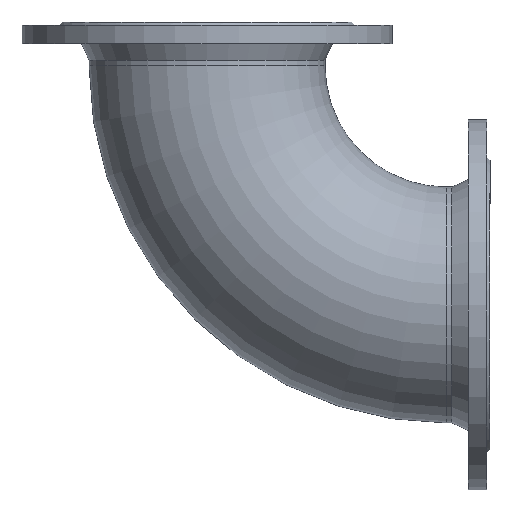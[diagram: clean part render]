
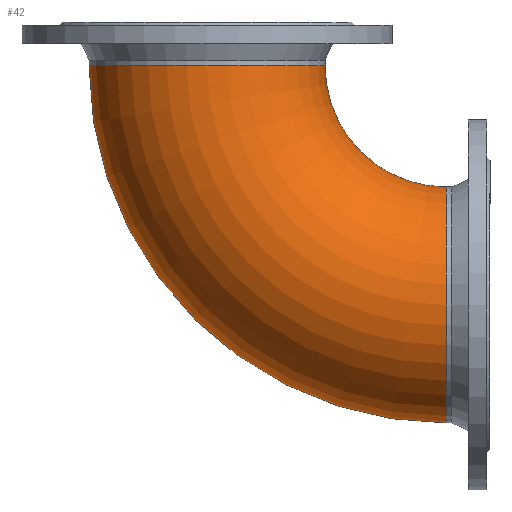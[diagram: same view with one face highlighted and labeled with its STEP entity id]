
A CAD part, front view. The second image highlights one B-rep face of the part: STEP entity #42.
In plain terms, the highlighted toroidal (fillet/blend) face has major radius 220 mm and minor radius 108.4 mm.
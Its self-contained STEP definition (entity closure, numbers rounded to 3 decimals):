
#42 = ADVANCED_FACE ( 'NONE', ( #914, #461 ), #460, .T. ) ;
#54 = AXIS2_PLACEMENT_3D ( 'NONE', #283, #285, #289 ) ;
#103 = AXIS2_PLACEMENT_3D ( 'NONE', #1027, #1028, #1029 ) ;
#136 = AXIS2_PLACEMENT_3D ( 'NONE', #1126, #1127, #1128 ) ;
#283 = CARTESIAN_POINT ( 'NONE',  ( 220., 0., -37. ) ) ;
#285 = DIRECTION ( 'NONE',  ( 0., -1., 0. ) ) ;
#289 = DIRECTION ( 'NONE',  ( 0., 0., -1. ) ) ;
#400 = CARTESIAN_POINT ( 'NONE',  ( 220., 0., -148.6 ) ) ;
#419 = CARTESIAN_POINT ( 'NONE',  ( 108.4, 0., -37. ) ) ;
#460 = TOROIDAL_SURFACE ( 'NONE', #54, 220., 108.4 ) ;
#461 = FACE_OUTER_BOUND ( 'NONE', #765, .T. ) ;
#527 = CIRCLE ( 'NONE', #103, 108.4 ) ;
#560 = CIRCLE ( 'NONE', #136, 108.4 ) ;
#586 = VERTEX_POINT ( 'NONE', #400 ) ;
#605 = VERTEX_POINT ( 'NONE', #419 ) ;
#684 = ORIENTED_EDGE ( 'NONE', *, *, #1199, .F. ) ;
#685 = ORIENTED_EDGE ( 'NONE', *, *, #1232, .T. ) ;
#764 = EDGE_LOOP ( 'NONE', ( #685 ) ) ;
#765 = EDGE_LOOP ( 'NONE', ( #684 ) ) ;
#914 = FACE_OUTER_BOUND ( 'NONE', #764, .T. ) ;
#1027 = CARTESIAN_POINT ( 'NONE',  ( 220., 0., -257. ) ) ;
#1028 = DIRECTION ( 'NONE',  ( 1., 0., 0. ) ) ;
#1029 = DIRECTION ( 'NONE',  ( 0., 0., 1. ) ) ;
#1126 = CARTESIAN_POINT ( 'NONE',  ( 0., 0., -37. ) ) ;
#1127 = DIRECTION ( 'NONE',  ( 0., 0., -1. ) ) ;
#1128 = DIRECTION ( 'NONE',  ( 1., 0., 0. ) ) ;
#1199 = EDGE_CURVE ( 'NONE', #586, #586, #527, .T. ) ;
#1232 = EDGE_CURVE ( 'NONE', #605, #605, #560, .T. ) ;
